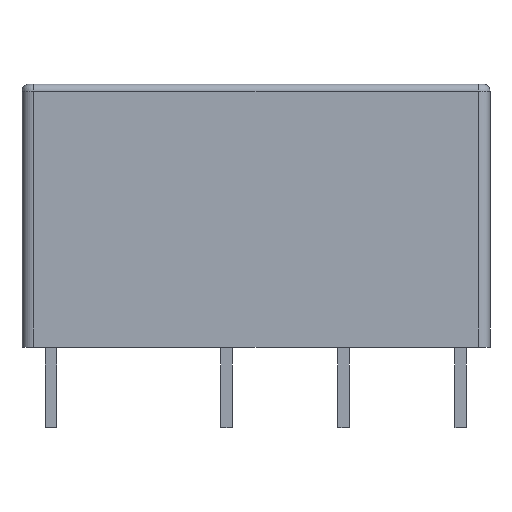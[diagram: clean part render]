
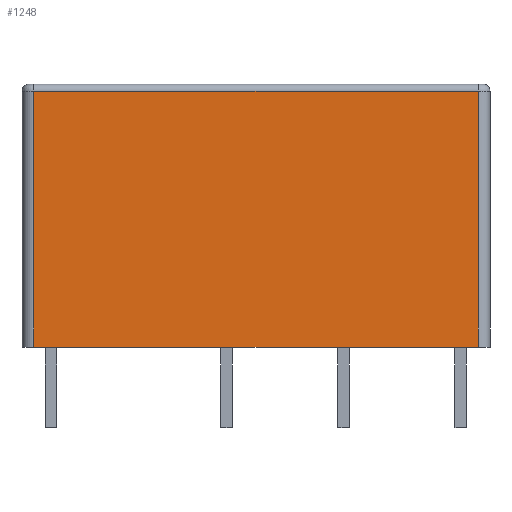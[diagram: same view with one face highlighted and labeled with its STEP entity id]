
A CAD part, front view. The second image highlights one B-rep face of the part: STEP entity #1248.
In plain terms, the highlighted planar face has unit normal (0, -1, 0).
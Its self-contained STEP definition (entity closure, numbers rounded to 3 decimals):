
#59 = VERTEX_POINT ( 'NONE', #7233 ) ;
#171 = CARTESIAN_POINT ( 'NONE',  ( 9.65, -4.95, 11.1 ) ) ;
#607 = DIRECTION ( 'NONE',  ( -1., 0., 0. ) ) ;
#1189 = DIRECTION ( 'NONE',  ( 0., 0., -1. ) ) ;
#1248 = ADVANCED_FACE ( 'NONE', ( #9781 ), #16454, .F. ) ;
#1654 = LINE ( 'NONE', #11973, #7073 ) ;
#1871 = ORIENTED_EDGE ( 'NONE', *, *, #9783, .F. ) ;
#2460 = CARTESIAN_POINT ( 'NONE',  ( 9.65, -4.95, 0. ) ) ;
#2993 = VECTOR ( 'NONE', #1189, 1000. ) ;
#3756 = LINE ( 'NONE', #12964, #2993 ) ;
#4319 = AXIS2_PLACEMENT_3D ( 'NONE', #15324, #14978, #607 ) ;
#5529 = CARTESIAN_POINT ( 'NONE',  ( -9.65, -4.95, 0. ) ) ;
#5715 = EDGE_LOOP ( 'NONE', ( #1871, #6024, #10023, #6919 ) ) ;
#5880 = EDGE_CURVE ( 'NONE', #7634, #59, #13155, .T. ) ;
#5911 = CARTESIAN_POINT ( 'NONE',  ( 9.65, -4.95, 0. ) ) ;
#6024 = ORIENTED_EDGE ( 'NONE', *, *, #5880, .T. ) ;
#6919 = ORIENTED_EDGE ( 'NONE', *, *, #13156, .T. ) ;
#7073 = VECTOR ( 'NONE', #10679, 1000. ) ;
#7233 = CARTESIAN_POINT ( 'NONE',  ( -9.65, -4.95, 11.1 ) ) ;
#7634 = VERTEX_POINT ( 'NONE', #15723 ) ;
#7725 = DIRECTION ( 'NONE',  ( -1., 0., 0. ) ) ;
#9478 = VERTEX_POINT ( 'NONE', #5911 ) ;
#9781 = FACE_OUTER_BOUND ( 'NONE', #5715, .T. ) ;
#9783 = EDGE_CURVE ( 'NONE', #7634, #9478, #3756, .T. ) ;
#10023 = ORIENTED_EDGE ( 'NONE', *, *, #13952, .T. ) ;
#10679 = DIRECTION ( 'NONE',  ( 0., 0., -1. ) ) ;
#11553 = LINE ( 'NONE', #2460, #13767 ) ;
#11719 = DIRECTION ( 'NONE',  ( 1., 0., 0. ) ) ;
#11973 = CARTESIAN_POINT ( 'NONE',  ( -9.65, -4.95, 11.4 ) ) ;
#12964 = CARTESIAN_POINT ( 'NONE',  ( 9.65, -4.95, 11.4 ) ) ;
#13155 = LINE ( 'NONE', #171, #13204 ) ;
#13156 = EDGE_CURVE ( 'NONE', #15308, #9478, #11553, .T. ) ;
#13204 = VECTOR ( 'NONE', #7725, 1000. ) ;
#13767 = VECTOR ( 'NONE', #11719, 1000. ) ;
#13952 = EDGE_CURVE ( 'NONE', #59, #15308, #1654, .T. ) ;
#14978 = DIRECTION ( 'NONE',  ( 0., 1., 0. ) ) ;
#15308 = VERTEX_POINT ( 'NONE', #5529 ) ;
#15324 = CARTESIAN_POINT ( 'NONE',  ( 9.65, -4.95, 11.4 ) ) ;
#15723 = CARTESIAN_POINT ( 'NONE',  ( 9.65, -4.95, 11.1 ) ) ;
#16454 = PLANE ( 'NONE',  #4319 ) ;
